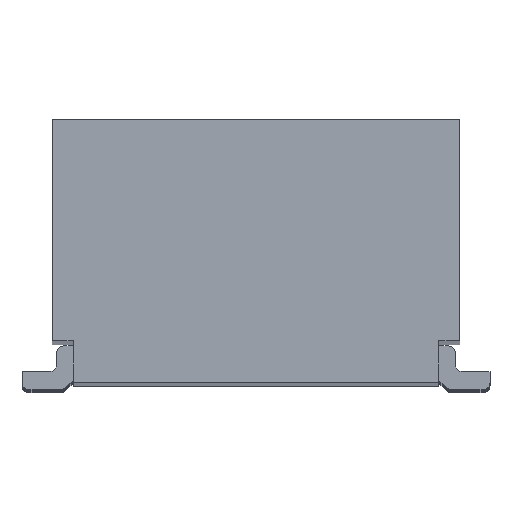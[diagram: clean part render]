
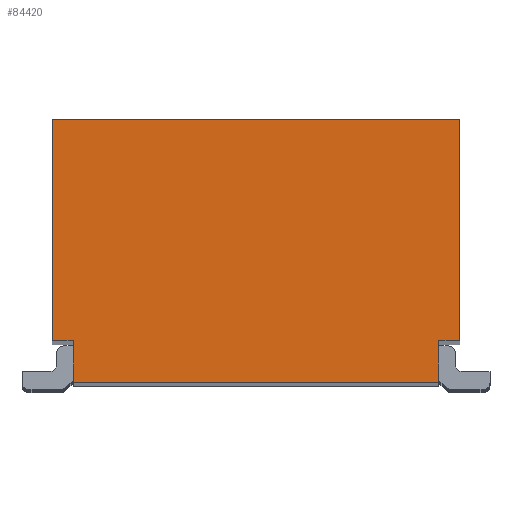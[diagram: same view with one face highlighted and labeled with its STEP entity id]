
A CAD part, top view. The second image highlights one B-rep face of the part: STEP entity #84420.
In plain terms, the highlighted planar face has unit normal (0, 0, 1).
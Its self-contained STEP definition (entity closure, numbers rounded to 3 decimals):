
#83710=CARTESIAN_POINT('',(-0.67,0.288,5.185));
#83720=DIRECTION('',(0.,0.,-1.));
#83730=DIRECTION('',(-1.,0.,0.));
#83740=AXIS2_PLACEMENT_3D('',#83710,#83720,#83730);
#83750=PLANE('',#83740);
#83760=CARTESIAN_POINT('',(1.32,-0.5,5.185));
#83770=DIRECTION('',(0.,-1.,0.));
#83780=VECTOR('',#83770,1.);
#83790=LINE('',#83760,#83780);
#83800=CARTESIAN_POINT('',(1.32,-0.2,5.185));
#83810=VERTEX_POINT('',#83800);
#83820=CARTESIAN_POINT('',(1.32,-0.5,5.185));
#83830=VERTEX_POINT('',#83820);
#83840=EDGE_CURVE('',#83810,#83830,#83790,.T.);
#83850=ORIENTED_EDGE('',*,*,#83840,.F.);
#83860=CARTESIAN_POINT('',(0.,-0.5,5.185
));
#83870=DIRECTION('',(-1.,0.,0.));
#83880=VECTOR('',#83870,1.);
#83890=LINE('',#83860,#83880);
#83900=CARTESIAN_POINT('',(-1.32,-0.5,5.185));
#83910=VERTEX_POINT('',#83900);
#83920=EDGE_CURVE('',#83830,#83910,#83890,.T.);
#83930=ORIENTED_EDGE('',*,*,#83920,.F.);
#83940=CARTESIAN_POINT('',(-1.32,-0.5,5.185));
#83950=DIRECTION('',(0.,-1.,0.));
#83960=VECTOR('',#83950,1.);
#83970=LINE('',#83940,#83960);
#83980=CARTESIAN_POINT('',(-1.32,-0.2,5.185));
#83990=VERTEX_POINT('',#83980);
#84000=EDGE_CURVE('',#83990,#83910,#83970,.T.);
#84010=ORIENTED_EDGE('',*,*,#84000,.T.);
#84020=CARTESIAN_POINT('',(0.,-0.2,5.185
));
#84030=DIRECTION('',(1.,0.,0.));
#84040=VECTOR('',#84030,1.);
#84050=LINE('',#84020,#84040);
#84060=CARTESIAN_POINT('',(-1.47,-0.2,5.185));
#84070=VERTEX_POINT('',#84060);
#84080=EDGE_CURVE('',#84070,#83990,#84050,.T.);
#84090=ORIENTED_EDGE('',*,*,#84080,.T.);
#84100=CARTESIAN_POINT('',(-1.47,-0.5,5.185));
#84110=DIRECTION('',(0.,-1.,0.));
#84120=VECTOR('',#84110,1.);
#84130=LINE('',#84100,#84120);
#84140=CARTESIAN_POINT('',(-1.47,1.4,5.185));
#84150=VERTEX_POINT('',#84140);
#84160=EDGE_CURVE('',#84150,#84070,#84130,.T.);
#84170=ORIENTED_EDGE('',*,*,#84160,.T.);
#84180=CARTESIAN_POINT('',(0.,1.4,5.185));
#84190=DIRECTION('',(1.,0.,0.));
#84200=VECTOR('',#84190,1.);
#84210=LINE('',#84180,#84200);
#84220=CARTESIAN_POINT('',(1.47,1.4,5.185));
#84230=VERTEX_POINT('',#84220);
#84240=EDGE_CURVE('',#84150,#84230,#84210,.T.);
#84250=ORIENTED_EDGE('',*,*,#84240,.F.);
#84260=CARTESIAN_POINT('',(1.47,-0.5,5.185));
#84270=DIRECTION('',(0.,-1.,0.));
#84280=VECTOR('',#84270,1.);
#84290=LINE('',#84260,#84280);
#84300=CARTESIAN_POINT('',(1.47,-0.2,5.185));
#84310=VERTEX_POINT('',#84300);
#84320=EDGE_CURVE('',#84230,#84310,#84290,.T.);
#84330=ORIENTED_EDGE('',*,*,#84320,.F.);
#84340=CARTESIAN_POINT('',(0.,-0.2,5.185
));
#84350=DIRECTION('',(1.,0.,0.));
#84360=VECTOR('',#84350,1.);
#84370=LINE('',#84340,#84360);
#84380=EDGE_CURVE('',#83810,#84310,#84370,.T.);
#84390=ORIENTED_EDGE('',*,*,#84380,.T.);
#84400=EDGE_LOOP('',(#84390,#84330,#84250,#84170,#84090,#84010,#83930,
#83850));
#84410=FACE_OUTER_BOUND('',#84400,.T.);
#84420=ADVANCED_FACE('',(#84410),#83750,.F.);
